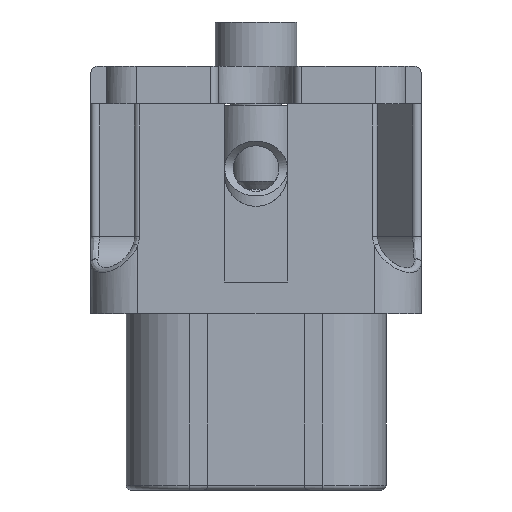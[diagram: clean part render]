
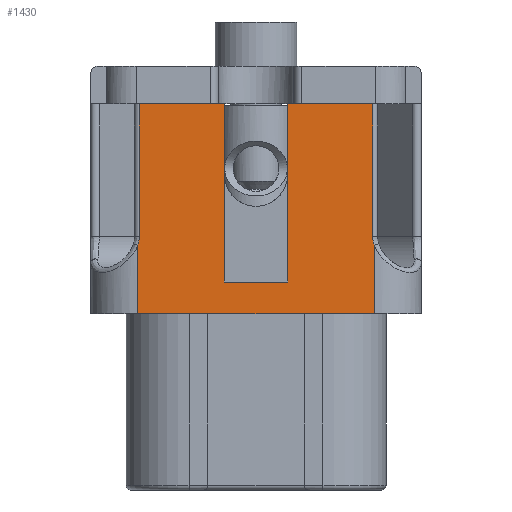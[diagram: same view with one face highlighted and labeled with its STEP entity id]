
A CAD part, front view. The second image highlights one B-rep face of the part: STEP entity #1430.
In plain terms, the highlighted planar face has unit normal (0, -1, 0).
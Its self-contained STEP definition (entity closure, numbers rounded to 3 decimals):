
#138=ELLIPSE('',#13903,2.866,2.3);
#144=ELLIPSE('',#13919,2.866,2.3);
#1430=ADVANCED_FACE('',(#2440),#1944,.T.);
#1944=PLANE('',#14039);
#2440=FACE_OUTER_BOUND('',#3206,.T.);
#3206=EDGE_LOOP('',(#6465,#6466,#6467,#6468,#6469,#6470,#6471,#6472,#6473,
#6474,#6475,#6476));
#6465=ORIENTED_EDGE('',*,*,#10526,.T.);
#6466=ORIENTED_EDGE('',*,*,#10274,.T.);
#6467=ORIENTED_EDGE('',*,*,#10525,.T.);
#6468=ORIENTED_EDGE('',*,*,#10565,.F.);
#6469=ORIENTED_EDGE('',*,*,#10368,.T.);
#6470=ORIENTED_EDGE('',*,*,#10365,.T.);
#6471=ORIENTED_EDGE('',*,*,#10556,.T.);
#6472=ORIENTED_EDGE('',*,*,#10512,.T.);
#6473=ORIENTED_EDGE('',*,*,#10557,.T.);
#6474=ORIENTED_EDGE('',*,*,#10343,.T.);
#6475=ORIENTED_EDGE('',*,*,#10338,.T.);
#6476=ORIENTED_EDGE('',*,*,#10566,.F.);
#8695=VERTEX_POINT('',#25734);
#8696=VERTEX_POINT('',#25736);
#8731=VERTEX_POINT('',#26095);
#8733=VERTEX_POINT('',#26098);
#8735=VERTEX_POINT('',#26104);
#8749=VERTEX_POINT('',#26262);
#8751=VERTEX_POINT('',#26351);
#8754=VERTEX_POINT('',#26369);
#8843=VERTEX_POINT('',#26841);
#8844=VERTEX_POINT('',#26843);
#8854=VERTEX_POINT('',#26866);
#8855=VERTEX_POINT('',#26870);
#10274=EDGE_CURVE('',#8696,#8695,#11731,.T.);
#10338=EDGE_CURVE('',#8733,#8731,#11755,.T.);
#10343=EDGE_CURVE('',#8735,#8733,#138,.T.);
#10365=EDGE_CURVE('',#8751,#8749,#144,.T.);
#10368=EDGE_CURVE('',#8754,#8751,#11762,.T.);
#10512=EDGE_CURVE('',#8844,#8843,#11870,.T.);
#10525=EDGE_CURVE('',#8695,#8854,#11880,.T.);
#10526=EDGE_CURVE('',#8855,#8696,#11881,.T.);
#10556=EDGE_CURVE('',#8749,#8844,#11911,.T.);
#10557=EDGE_CURVE('',#8843,#8735,#11912,.T.);
#10565=EDGE_CURVE('',#8754,#8854,#11920,.T.);
#10566=EDGE_CURVE('',#8855,#8731,#11921,.T.);
#11731=LINE('',#25735,#12771);
#11755=LINE('',#26097,#12795);
#11762=LINE('',#26371,#12802);
#11870=LINE('',#26842,#12910);
#11880=LINE('',#26867,#12920);
#11881=LINE('',#26869,#12921);
#11911=LINE('',#26924,#12951);
#11912=LINE('',#26926,#12952);
#11920=LINE('',#26941,#12960);
#11921=LINE('',#26942,#12961);
#12771=VECTOR('',#16447,1.);
#12795=VECTOR('',#16563,1.);
#12802=VECTOR('',#16614,1.);
#12910=VECTOR('',#16900,1.);
#12920=VECTOR('',#16918,1.);
#12921=VECTOR('',#16921,1.);
#12951=VECTOR('',#16983,1.);
#12952=VECTOR('',#16986,1.);
#12960=VECTOR('',#17008,1.);
#12961=VECTOR('',#17009,1.);
#13903=AXIS2_PLACEMENT_3D('',#26107,#16573,#16574);
#13919=AXIS2_PLACEMENT_3D('',#26354,#16609,#16610);
#14039=AXIS2_PLACEMENT_3D('',#26943,#17010,#17011);
#16447=DIRECTION('',(-1.,0.,0.));
#16563=DIRECTION('',(0.,0.,1.));
#16573=DIRECTION('',(0.,1.,0.));
#16574=DIRECTION('',(1.,0.,0.));
#16609=DIRECTION('',(0.,1.,0.));
#16610=DIRECTION('',(-1.,0.,0.));
#16614=DIRECTION('',(0.,0.,-1.));
#16900=DIRECTION('',(1.,0.,0.));
#16918=DIRECTION('',(0.,0.,1.));
#16921=DIRECTION('',(0.,0.,-1.));
#16983=DIRECTION('',(0.,0.,-1.));
#16986=DIRECTION('',(0.,0.,1.));
#17008=DIRECTION('',(1.,0.,0.));
#17009=DIRECTION('',(1.,0.,0.));
#17010=DIRECTION('',(0.,-1.,0.));
#17011=DIRECTION('',(0.,0.,1.));
#25734=CARTESIAN_POINT('',(-2.,-10.725,2.));
#25735=CARTESIAN_POINT('',(2.,-10.725,2.));
#25736=CARTESIAN_POINT('',(2.,-10.725,2.));
#26095=CARTESIAN_POINT('',(7.411,-10.725,13.3));
#26097=CARTESIAN_POINT('',(7.411,-10.725,13.3));
#26098=CARTESIAN_POINT('',(7.411,-10.725,4.9));
#26104=CARTESIAN_POINT('',(7.5,-10.725,4.332));
#26107=CARTESIAN_POINT('',(10.277,-10.725,4.9));
#26262=CARTESIAN_POINT('',(-7.5,-10.725,4.332));
#26351=CARTESIAN_POINT('',(-7.411,-10.725,4.9));
#26354=CARTESIAN_POINT('',(-10.277,-10.725,4.9));
#26369=CARTESIAN_POINT('',(-7.411,-10.725,13.3));
#26371=CARTESIAN_POINT('',(-7.411,-10.725,4.9));
#26841=CARTESIAN_POINT('',(7.5,-10.725,0.));
#26842=CARTESIAN_POINT('',(9.35,-10.725,0.));
#26843=CARTESIAN_POINT('',(-7.5,-10.725,0.));
#26866=CARTESIAN_POINT('',(-2.,-10.725,13.3));
#26867=CARTESIAN_POINT('',(-2.,-10.725,-12.1));
#26869=CARTESIAN_POINT('',(2.,-10.725,-12.1));
#26870=CARTESIAN_POINT('',(2.,-10.725,13.3));
#26924=CARTESIAN_POINT('',(-7.5,-10.725,-12.1));
#26926=CARTESIAN_POINT('',(7.5,-10.725,-12.1));
#26941=CARTESIAN_POINT('',(0.,-10.725,13.3));
#26942=CARTESIAN_POINT('',(0.,-10.725,13.3));
#26943=CARTESIAN_POINT('',(0.,-10.725,-12.1));
